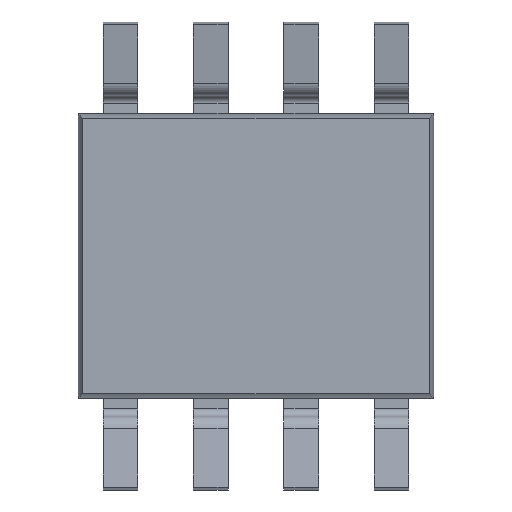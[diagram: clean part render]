
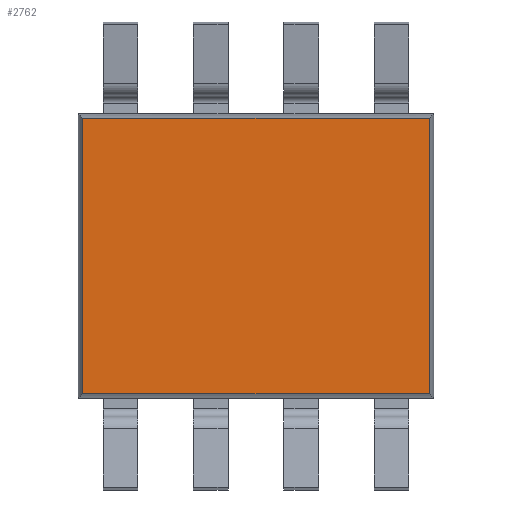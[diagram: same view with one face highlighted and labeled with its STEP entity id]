
A CAD part, front view. The second image highlights one B-rep face of the part: STEP entity #2762.
In plain terms, the highlighted planar face has unit normal (0, -1, 0).
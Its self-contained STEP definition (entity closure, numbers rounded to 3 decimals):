
#50 = VECTOR ( 'NONE', #4462, 1000. ) ;
#111 = VECTOR ( 'NONE', #2114, 1000. ) ;
#751 = EDGE_CURVE ( 'NONE', #2087, #1920, #4610, .T. ) ;
#756 = DIRECTION ( 'NONE',  ( 0., 1., 0. ) ) ;
#1091 = CARTESIAN_POINT ( 'NONE',  ( 58.95, 0., 1.936 ) ) ;
#1167 = ORIENTED_EDGE ( 'NONE', *, *, #751, .T. ) ;
#1623 = VERTEX_POINT ( 'NONE', #3850 ) ;
#1732 = CARTESIAN_POINT ( 'NONE',  ( 58.95, 0., -1.936 ) ) ;
#1817 = LINE ( 'NONE', #1091, #2355 ) ;
#1920 = VERTEX_POINT ( 'NONE', #5721 ) ;
#2032 = EDGE_CURVE ( 'NONE', #4487, #2087, #9332, .T. ) ;
#2087 = VERTEX_POINT ( 'NONE', #5093 ) ;
#2114 = DIRECTION ( 'NONE',  ( 0., 0., -1. ) ) ;
#2355 = VECTOR ( 'NONE', #4017, 1000. ) ;
#2416 = EDGE_LOOP ( 'NONE', ( #5533, #3658, #3386, #1167 ) ) ;
#2566 = AXIS2_PLACEMENT_3D ( 'NONE', #8643, #756, #9457 ) ;
#2762 = ADVANCED_FACE ( 'NONE', ( #7347 ), #8745, .F. ) ;
#3386 = ORIENTED_EDGE ( 'NONE', *, *, #2032, .T. ) ;
#3438 = LINE ( 'NONE', #5468, #6837 ) ;
#3609 = EDGE_CURVE ( 'NONE', #1623, #1920, #3438, .T. ) ;
#3658 = ORIENTED_EDGE ( 'NONE', *, *, #7733, .T. ) ;
#3850 = CARTESIAN_POINT ( 'NONE',  ( 2.436, 0., 1.936 ) ) ;
#4017 = DIRECTION ( 'NONE',  ( -1., 0., 0. ) ) ;
#4462 = DIRECTION ( 'NONE',  ( 1., 0., 0. ) ) ;
#4487 = VERTEX_POINT ( 'NONE', #6409 ) ;
#4610 = LINE ( 'NONE', #1732, #50 ) ;
#5093 = CARTESIAN_POINT ( 'NONE',  ( -2.436, 0., -1.936 ) ) ;
#5468 = CARTESIAN_POINT ( 'NONE',  ( 2.436, 0., 59.45 ) ) ;
#5533 = ORIENTED_EDGE ( 'NONE', *, *, #3609, .F. ) ;
#5721 = CARTESIAN_POINT ( 'NONE',  ( 2.436, 0., -1.936 ) ) ;
#6409 = CARTESIAN_POINT ( 'NONE',  ( -2.436, 0., 1.936 ) ) ;
#6837 = VECTOR ( 'NONE', #9129, 1000. ) ;
#7347 = FACE_OUTER_BOUND ( 'NONE', #2416, .T. ) ;
#7733 = EDGE_CURVE ( 'NONE', #1623, #4487, #1817, .T. ) ;
#8643 = CARTESIAN_POINT ( 'NONE',  ( 0., 0., 0. ) ) ;
#8720 = CARTESIAN_POINT ( 'NONE',  ( -2.436, 0., 59.45 ) ) ;
#8745 = PLANE ( 'NONE',  #2566 ) ;
#9129 = DIRECTION ( 'NONE',  ( 0., 0., -1. ) ) ;
#9332 = LINE ( 'NONE', #8720, #111 ) ;
#9457 = DIRECTION ( 'NONE',  ( 0., 0., 1. ) ) ;
